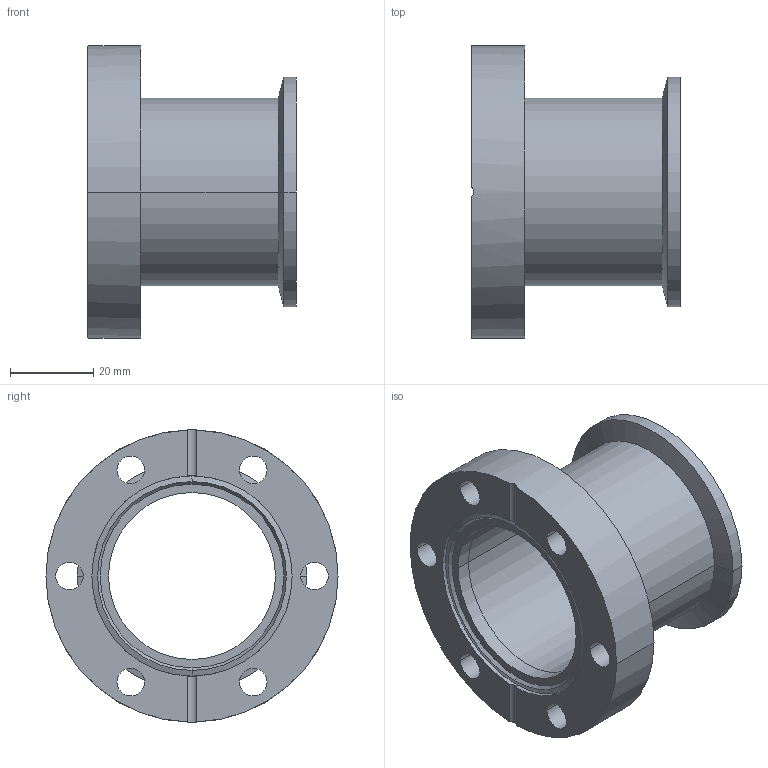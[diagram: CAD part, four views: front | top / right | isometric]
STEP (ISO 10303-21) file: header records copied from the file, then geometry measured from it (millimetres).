
FILE_DESCRIPTION (( 'STEP AP214' ), '1' );
FILE_NAME ('460-C40-K40.STEP', '2021-04-07T09:03:58', ( '' ), ( '' ), 'SwSTEP 2.0', 'SolidWorks 2017', '' );
FILE_SCHEMA (( 'AUTOMOTIVE_DESIGN' ));
Length unit declared in the file: millimetre
Products named in the file (3): 7185-1; 460-C40-K40; 7185-3
Assembly tree (2 placements, depth 2):
  460-C40-K40
    7185-3
    7185-1
Bounding box: 50 x 70 x 70 mm (x, y, z)
Volume: 44842.7 mm3; surface area: 25174.5 mm2
Topology: 2 solids, 2 shells, 44 faces, 108 edges, 70 vertices
Faces by surface type: cylinder 30, plane 8, cone 6
Entity records: 1516 total; most frequent: CARTESIAN_POINT 279, DIRECTION 268, ORIENTED_EDGE 216, AXIS2_PLACEMENT_3D 115, EDGE_CURVE 108, VERTEX_POINT 70, CIRCLE 66, EDGE_LOOP 62
